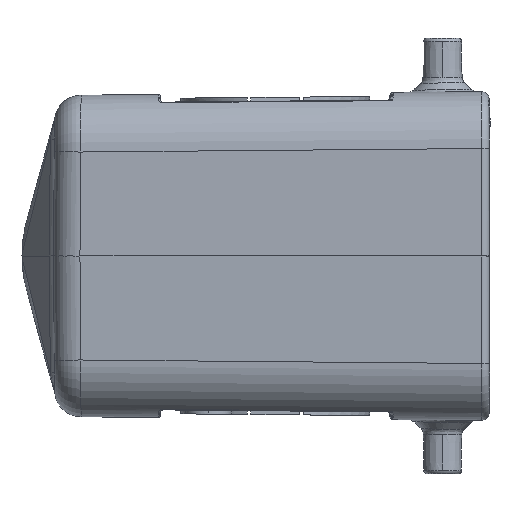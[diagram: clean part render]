
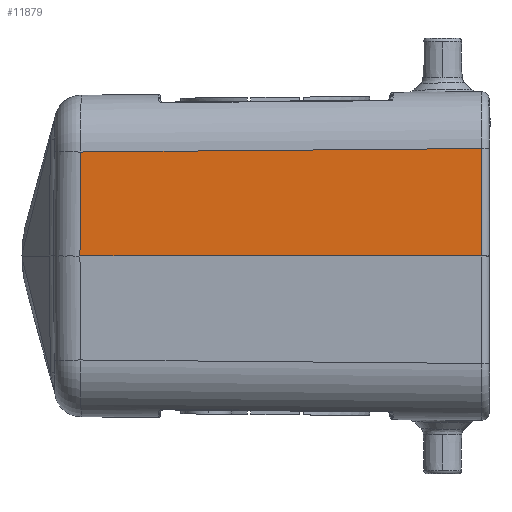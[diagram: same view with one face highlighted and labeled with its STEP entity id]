
A CAD part, left-side view. The second image highlights one B-rep face of the part: STEP entity #11879.
In plain terms, the highlighted planar face has unit normal (-1, 0.009, 0.009).
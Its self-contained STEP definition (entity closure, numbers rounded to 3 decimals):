
#1170=CARTESIAN_POINT('',(-36.033,123.531,
0.));
#1172=DIRECTION('',(-0.009,-1.,0.));
#1173=VECTOR('',#1172,52.524);
#1174=CARTESIAN_POINT('',(-36.033,123.531,
0.));
#1175=LINE('',#1174,#1173);
#1176=DIRECTION('',(-0.009,0.009,-1.));
#1177=VECTOR('',#1176,13.601);
#1178=CARTESIAN_POINT('',(-35.915,123.412,13.6));
#1179=LINE('',#1178,#1177);
#1180=DIRECTION('',(0.009,1.,-0.009));
#1181=VECTOR('',#1180,52.409);
#1182=CARTESIAN_POINT('',(-36.369,71.007,14.057));
#1183=LINE('',#1182,#1181);
#1184=DIRECTION('',(0.009,0.,1.));
#1185=VECTOR('',#1184,14.057);
#1186=CARTESIAN_POINT('',(-36.491,71.009,
0.));
#1187=LINE('',#1186,#1185);
#9851=CARTESIAN_POINT('',(-35.915,123.412,13.6));
#9852=VERTEX_POINT('',#9851);
#9861=VERTEX_POINT('',#1170);
#9944=CARTESIAN_POINT('',(-36.369,71.007,14.057));
#9945=VERTEX_POINT('',#9944);
#9946=CARTESIAN_POINT('',(-36.491,71.009,
0.));
#9947=VERTEX_POINT('',#9946);
#11866=CARTESIAN_POINT('',(-36.302,70.,22.725));
#11867=DIRECTION('',(-1.,0.009,0.009));
#11868=DIRECTION('',(-0.009,-1.,0.));
#11869=AXIS2_PLACEMENT_3D('',#11866,#11867,#11868);
#11870=PLANE('',#11869);
#11872=ORIENTED_EDGE('',*,*,#11871,.F.);
#11873=ORIENTED_EDGE('',*,*,#11858,.F.);
#11874=ORIENTED_EDGE('',*,*,#11429,.F.);
#11876=ORIENTED_EDGE('',*,*,#11875,.F.);
#11877=EDGE_LOOP('',(#11872,#11873,#11874,#11876));
#11878=FACE_OUTER_BOUND('',#11877,.F.);
#11429=EDGE_CURVE('',#9945,#9852,#1183,.T.);
#11858=EDGE_CURVE('',#9852,#9861,#1179,.T.);
#11871=EDGE_CURVE('',#9861,#9947,#1175,.T.);
#11875=EDGE_CURVE('',#9947,#9945,#1187,.T.);
#11879=ADVANCED_FACE('',(#11878),#11870,.T.);
